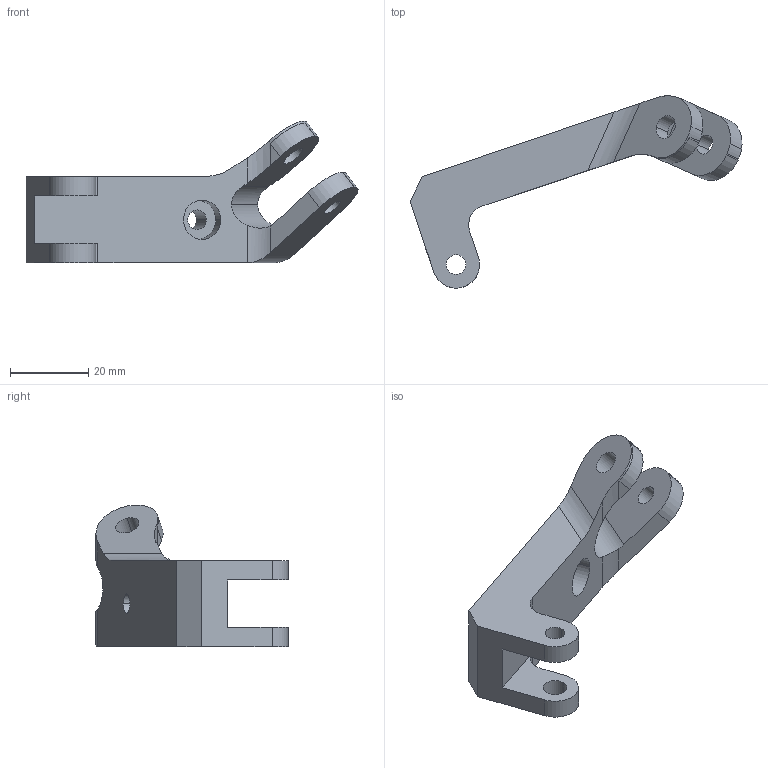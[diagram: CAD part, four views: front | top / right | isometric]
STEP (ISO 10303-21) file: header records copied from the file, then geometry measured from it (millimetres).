
FILE_DESCRIPTION (( 'STEP AP214' ), '1' );
FILE_NAME ('bras radial arriere V19.1.STEP', '2020-04-08T10:20:47', ( '' ), ( '' ), 'SwSTEP 2.0', 'SolidWorks 2018', '' );
FILE_SCHEMA (( 'AUTOMOTIVE_DESIGN' ));
Length unit declared in the file: millimetre
Products named in the file (1): bras radial arriere V19.1
Bounding box: 84.62 x 49 x 36.14 mm (x, y, z)
Volume: 20962.1 mm3; surface area: 8124.3 mm2
Topology: 1 solids, 1 shells, 54 faces, 152 edges, 101 vertices
Faces by surface type: cylinder 32, plane 21, bspline 1
Entity records: 1878 total; most frequent: CARTESIAN_POINT 439, ORIENTED_EDGE 304, DIRECTION 288, EDGE_CURVE 152, AXIS2_PLACEMENT_3D 104, VERTEX_POINT 101, VECTOR 80, LINE 80
